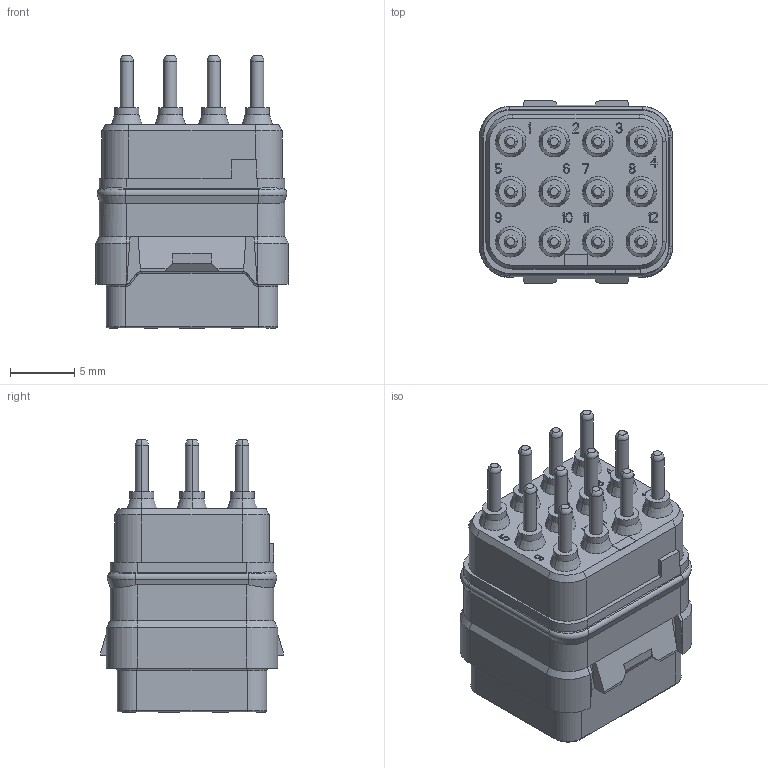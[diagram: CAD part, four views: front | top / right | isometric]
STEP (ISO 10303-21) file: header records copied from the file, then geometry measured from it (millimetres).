
FILE_DESCRIPTION((''),'2;1');
FILE_NAME('SIME0912PNC','2020-02-06T',('presta_be4'),(''),'CREO PARAMETRIC BY PTC INC, 2018360','CREO PARAMETRIC BY PTC INC, 2018360','');
FILE_SCHEMA(('CONFIG_CONTROL_DESIGN'));
Products named in the file (1): SIME0912PNC
Bounding box: 15 x 14.2 x 21.15 mm (x, y, z)
Volume: 2152.5 mm3; surface area: 3760.4 mm2
Topology: 1 solids, 1 shells, 2341 faces, 5637 edges, 3451 vertices
Faces by surface type: plane 1161, cylinder 508, torus 356, cone 276, sphere 24, bspline 16
Entity records: 70968 total; most frequent: CARTESIAN_POINT 15482, DIRECTION 11961, ORIENTED_EDGE 11226, EDGE_CURVE 5613, AXIS2_PLACEMENT_3D 4137, VECTOR 3687, LINE 3687, VERTEX_POINT 3451
